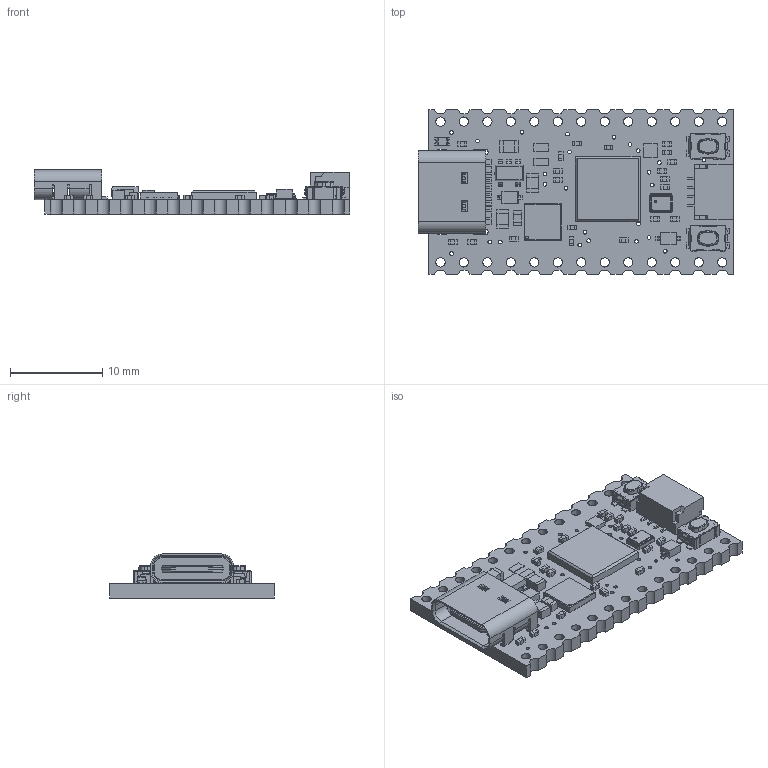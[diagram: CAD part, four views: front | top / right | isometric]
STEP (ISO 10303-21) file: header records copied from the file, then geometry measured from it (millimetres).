
FILE_DESCRIPTION(('FreeCAD Model'),'2;1');
FILE_NAME('Open CASCADE Shape Model','2025-10-19T16:17:32',('Author'),( ''),'Open CASCADE STEP processor 7.9','FreeCAD','Unknown');
FILE_SCHEMA(('AUTOMOTIVE_DESIGN { 1 0 10303 214 1 1 1 1 }'));
Length unit declared in the file: millimetre
Products named in the file (37): Adafruit KB2040 v2; PCB Component; Board; _0805MP; SOT23-5; BTN_KMR2_4.6X2.8; _0402NO; _0402NO001; _0402NO002; _0402NO003; _0402NO004; _0402NO005; _0402NO006; _0402NO007; _0402NO008; _0402NO009; _0402NO010; _0402NO011; _0402NO012; _0402NO013; _0402NO014; _0402NO015; _0402NO016; _0402NO017; _0402NO018; _0402NO019; SK6805_1515; SOD-323F; USON8_4X4; _0603MP; QFN56_7MM_REDUCEDEPAD; CRYSTAL_2.5X2; 0603-NO; USB_C_CUSB31-CFM2AX-01-X; 0805-NO; JST_SH4_SKINNY; CHIPLED_0603_NOOUTLINE
Assembly tree (40 placements, depth 3):
  Adafruit KB2040 v2
    PCB Component
      Board
      _0805MP  x2
      SOT23-5
      BTN_KMR2_4.6X2.8  x2
      _0402NO
      _0402NO001
      _0402NO002
      _0402NO003
      _0402NO004
      _0402NO005
      _0402NO006
      _0402NO007
      _0402NO008
      _0402NO009
      _0402NO010
      _0402NO011
      _0402NO012
      _0402NO013
      _0402NO014
      _0402NO015
      _0402NO016
      _0402NO017
      _0402NO018
      _0402NO019
      SK6805_1515
      SOD-323F  x2
      USON8_4X4
      _0603MP  x2
      QFN56_7MM_REDUCEDEPAD
      CRYSTAL_2.5X2
      0603-NO
      USB_C_CUSB31-CFM2AX-01-X
      0805-NO
      JST_SH4_SKINNY
      CHIPLED_0603_NOOUTLINE
Bounding box: 34.17 x 17.78 x 4.77 mm (x, y, z)
Volume: 1129.1 mm3; surface area: 2613.3 mm2
Topology: 87 solids, 87 shells, 1970 faces, 7039 edges, 11166 vertices
Faces by surface type: plane 1420, cylinder 444, bspline 46, torus 32, cone 22, sphere 6
Full cylindrical faces by diameter (mm): 0.2 x1, 0.3 x1, 0.394 x47, 0.5 x2, 0.65 x2, 1 x26
Entity records: 80266 total; most frequent: CARTESIAN_POINT 20153, DIRECTION 10214, ORIENTED_EDGE 8348, LINE 5284, VECTOR 5284, EDGE_CURVE 4174, VERTEX_POINT 2704, AXIS2_PLACEMENT_3D 2465
